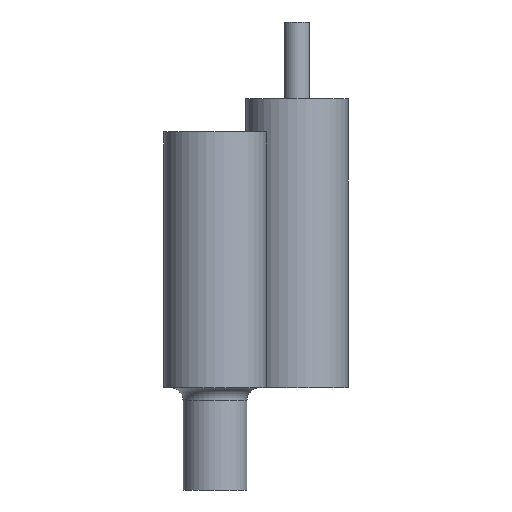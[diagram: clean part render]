
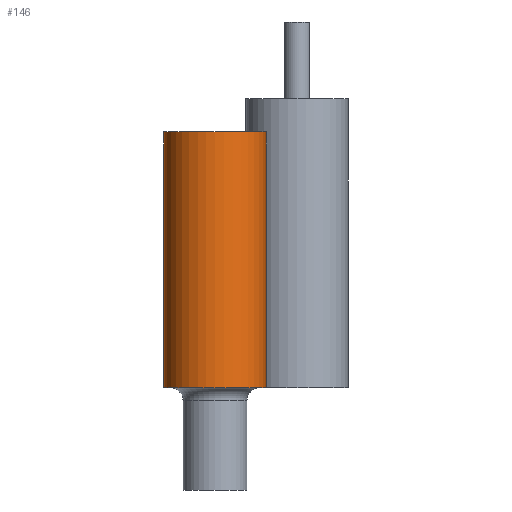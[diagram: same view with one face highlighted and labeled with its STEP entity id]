
A CAD part, left-side view. The second image highlights one B-rep face of the part: STEP entity #146.
In plain terms, the highlighted cylindrical face has radius 2 mm (diameter 4 mm), a full revolution.
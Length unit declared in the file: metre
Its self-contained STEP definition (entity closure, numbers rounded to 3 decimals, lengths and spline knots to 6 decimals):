
#23=ORIENTED_EDGE('',*,*,#49,.F.);
#24=ORIENTED_EDGE('',*,*,#50,.T.);
#49=EDGE_CURVE('',#62,#62,#75,.T.);
#50=EDGE_CURVE('',#63,#63,#76,.T.);
#62=VERTEX_POINT('',#278);
#63=VERTEX_POINT('',#280);
#75=CIRCLE('',#187,0.002);
#76=CIRCLE('',#188,0.002);
#88=EDGE_LOOP('',(#23));
#89=EDGE_LOOP('',(#24));
#114=FACE_BOUND('',#88,.T.);
#115=FACE_BOUND('',#89,.T.);
#140=CYLINDRICAL_SURFACE('',#186,0.002);
#146=ADVANCED_FACE('',(#114,#115),#140,.T.);
#186=AXIS2_PLACEMENT_3D('',#276,#217,#218);
#187=AXIS2_PLACEMENT_3D('',#277,#219,#220);
#188=AXIS2_PLACEMENT_3D('',#279,#221,#222);
#217=DIRECTION('',(0.,0.,-1.));
#218=DIRECTION('',(-1.,0.,0.));
#219=DIRECTION('',(0.,0.,1.));
#220=DIRECTION('',(1.,0.,0.));
#221=DIRECTION('',(0.,0.,1.));
#222=DIRECTION('',(1.,0.,0.));
#276=CARTESIAN_POINT('',(-0.021293,0.003204,0.01));
#277=CARTESIAN_POINT('',(-0.021293,0.003204,0.01));
#278=CARTESIAN_POINT('',(-0.019293,0.003204,0.01));
#279=CARTESIAN_POINT('',(-0.021293,0.003204,0.));
#280=CARTESIAN_POINT('',(-0.019293,0.003204,0.));
